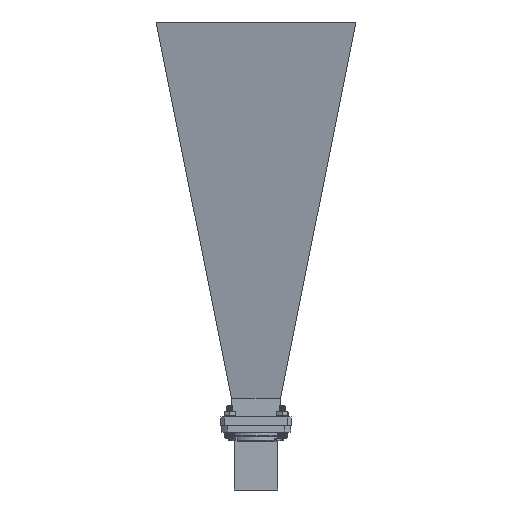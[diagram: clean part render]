
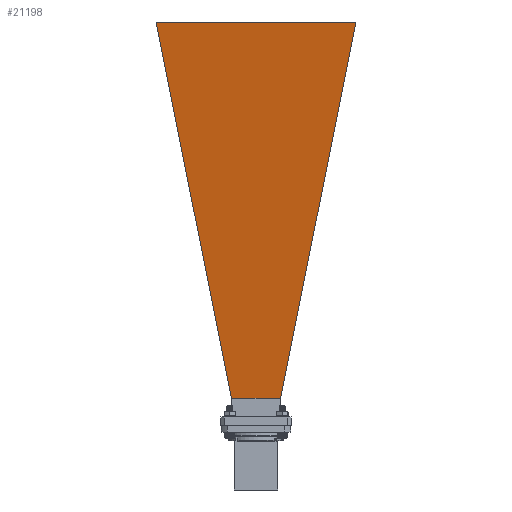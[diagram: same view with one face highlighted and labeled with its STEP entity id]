
A CAD part, front view. The second image highlights one B-rep face of the part: STEP entity #21198.
In plain terms, the highlighted face is planar.
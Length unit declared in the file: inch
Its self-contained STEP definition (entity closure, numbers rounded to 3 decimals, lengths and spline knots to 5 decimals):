
#4759 = ORIENTED_EDGE ( 'NONE', *, *, #9405, .F. ) ;
#7453 = VECTOR ( 'NONE', #42700, 39.37008 ) ;
#8375 = DIRECTION ( 'NONE',  ( -0.159, 0.194, 0.968 ) ) ;
#9405 = EDGE_CURVE ( 'NONE', #17388, #39212, #24729, .T. ) ;
#11220 = LINE ( 'NONE', #31948, #13147 ) ;
#12307 = PLANE ( 'NONE',  #16662 ) ;
#12469 = VECTOR ( 'NONE', #26446, 39.37008 ) ;
#13147 = VECTOR ( 'NONE', #17708, 39.37008 ) ;
#13269 = EDGE_CURVE ( 'NONE', #17388, #23548, #26013, .T. ) ;
#16662 = AXIS2_PLACEMENT_3D ( 'NONE', #26285, #36168, #33300 ) ;
#17388 = VERTEX_POINT ( 'NONE', #22124 ) ;
#17708 = DIRECTION ( 'NONE',  ( 0., -1., 0. ) ) ;
#18997 = CARTESIAN_POINT ( 'NONE',  ( -0.31811, 0., 1.95888 ) ) ;
#19492 = EDGE_CURVE ( 'NONE', #39212, #39822, #11220, .T. ) ;
#20536 = VECTOR ( 'NONE', #8375, 39.37008 ) ;
#21198 = ADVANCED_FACE ( 'NONE', ( #29798 ), #12307, .T. ) ;
#21403 = CARTESIAN_POINT ( 'NONE',  ( -0.31811, -0.56853, 1.95888 ) ) ;
#21441 = CARTESIAN_POINT ( 'NONE',  ( -0.31811, 0.56853, 1.95888 ) ) ;
#22124 = CARTESIAN_POINT ( 'NONE',  ( -0.31811, 0.56853, 1.95888 ) ) ;
#23548 = VERTEX_POINT ( 'NONE', #21403 ) ;
#24729 = LINE ( 'NONE', #21441, #20536 ) ;
#26013 = LINE ( 'NONE', #18997, #12469 ) ;
#26285 = CARTESIAN_POINT ( 'NONE',  ( -1.03285, 0., 6.31438 ) ) ;
#26446 = DIRECTION ( 'NONE',  ( 0., -1., 0. ) ) ;
#27509 = EDGE_LOOP ( 'NONE', ( #35168, #37518, #37109, #4759 ) ) ;
#29798 = FACE_OUTER_BOUND ( 'NONE', #27509, .T. ) ;
#31948 = CARTESIAN_POINT ( 'NONE',  ( -1.75229, 0., 10.6985 ) ) ;
#33300 = DIRECTION ( 'NONE',  ( -0.162, 0., 0.987 ) ) ;
#34098 = EDGE_CURVE ( 'NONE', #39822, #23548, #35920, .T. ) ;
#34166 = CARTESIAN_POINT ( 'NONE',  ( -1.75229, -2.32096, 10.6985 ) ) ;
#35168 = ORIENTED_EDGE ( 'NONE', *, *, #13269, .T. ) ;
#35920 = LINE ( 'NONE', #36139, #7453 ) ;
#36139 = CARTESIAN_POINT ( 'NONE',  ( -1.75229, -2.32096, 10.6985 ) ) ;
#36168 = DIRECTION ( 'NONE',  ( -0.987, 0., -0.162 ) ) ;
#36262 = CARTESIAN_POINT ( 'NONE',  ( -1.75229, 2.32096, 10.6985 ) ) ;
#37109 = ORIENTED_EDGE ( 'NONE', *, *, #19492, .F. ) ;
#37518 = ORIENTED_EDGE ( 'NONE', *, *, #34098, .F. ) ;
#39212 = VERTEX_POINT ( 'NONE', #36262 ) ;
#39822 = VERTEX_POINT ( 'NONE', #34166 ) ;
#42700 = DIRECTION ( 'NONE',  ( 0.159, 0.194, -0.968 ) ) ;
